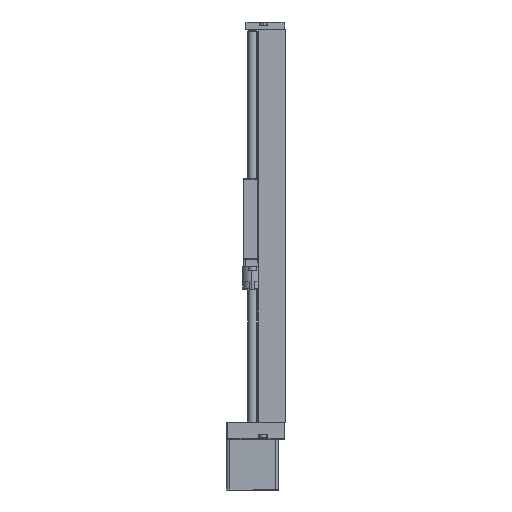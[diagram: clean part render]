
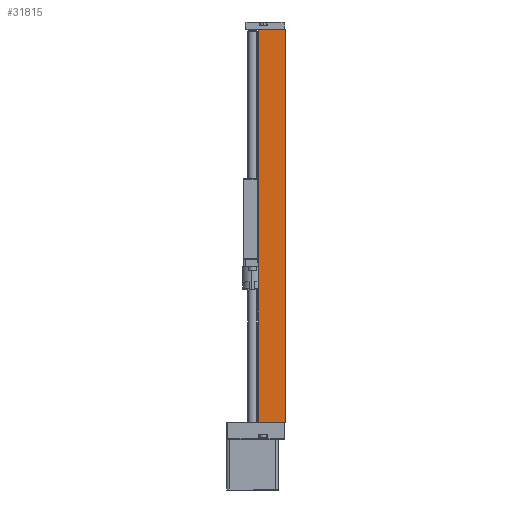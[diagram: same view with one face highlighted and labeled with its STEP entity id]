
A CAD part, left-side view. The second image highlights one B-rep face of the part: STEP entity #31815.
In plain terms, the highlighted planar face has unit normal (-1, 0, 0).
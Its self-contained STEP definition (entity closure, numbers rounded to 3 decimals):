
#21 = EDGE_CURVE ( 'NONE', #27345, #4295, #8474, .T. ) ;
#1129 = VECTOR ( 'NONE', #25630, 1000. ) ;
#1260 = EDGE_CURVE ( 'NONE', #12265, #4295, #41547, .T. ) ;
#4295 = VERTEX_POINT ( 'NONE', #40086 ) ;
#4686 = ORIENTED_EDGE ( 'NONE', *, *, #27507, .F. ) ;
#5345 = DIRECTION ( 'NONE',  ( 0., 0., -1. ) ) ;
#8474 = LINE ( 'NONE', #8792, #52450 ) ;
#8792 = CARTESIAN_POINT ( 'NONE',  ( -21.755, 5., 0. ) ) ;
#12265 = VERTEX_POINT ( 'NONE', #30957 ) ;
#12657 = DIRECTION ( 'NONE',  ( 0., -1., 0. ) ) ;
#12927 = VECTOR ( 'NONE', #5345, 1000. ) ;
#13310 = VERTEX_POINT ( 'NONE', #44508 ) ;
#13588 = EDGE_LOOP ( 'NONE', ( #17460, #64268, #4686, #47060 ) ) ;
#17460 = ORIENTED_EDGE ( 'NONE', *, *, #21, .T. ) ;
#18023 = DIRECTION ( 'NONE',  ( 1., 0., 0. ) ) ;
#19811 = DIRECTION ( 'NONE',  ( 0., -1., 0. ) ) ;
#20701 = VECTOR ( 'NONE', #12657, 1000. ) ;
#23027 = PLANE ( 'NONE',  #34955 ) ;
#25630 = DIRECTION ( 'NONE',  ( 0., 0., -1. ) ) ;
#26954 = LINE ( 'NONE', #61844, #1129 ) ;
#27345 = VERTEX_POINT ( 'NONE', #27393 ) ;
#27393 = CARTESIAN_POINT ( 'NONE',  ( -21.755, 18.5, 0. ) ) ;
#27507 = EDGE_CURVE ( 'NONE', #13310, #12265, #48242, .T. ) ;
#30957 = CARTESIAN_POINT ( 'NONE',  ( -21.755, 0., 268. ) ) ;
#31815 = ADVANCED_FACE ( 'NONE', ( #33783 ), #23027, .F. ) ;
#33783 = FACE_OUTER_BOUND ( 'NONE', #13588, .T. ) ;
#34955 = AXIS2_PLACEMENT_3D ( 'NONE', #43895, #18023, #58973 ) ;
#36510 = CARTESIAN_POINT ( 'NONE',  ( -21.755, 0., 268. ) ) ;
#40086 = CARTESIAN_POINT ( 'NONE',  ( -21.755, 0., 0. ) ) ;
#41547 = LINE ( 'NONE', #36510, #12927 ) ;
#43895 = CARTESIAN_POINT ( 'NONE',  ( -21.755, 5., 268. ) ) ;
#44508 = CARTESIAN_POINT ( 'NONE',  ( -21.755, 18.5, 268. ) ) ;
#47060 = ORIENTED_EDGE ( 'NONE', *, *, #54289, .T. ) ;
#48242 = LINE ( 'NONE', #48867, #20701 ) ;
#48867 = CARTESIAN_POINT ( 'NONE',  ( -21.755, 0., 268. ) ) ;
#52450 = VECTOR ( 'NONE', #19811, 1000. ) ;
#54289 = EDGE_CURVE ( 'NONE', #13310, #27345, #26954, .T. ) ;
#58973 = DIRECTION ( 'NONE',  ( 0., 0., -1. ) ) ;
#61844 = CARTESIAN_POINT ( 'NONE',  ( -21.755, 18.5, 268. ) ) ;
#64268 = ORIENTED_EDGE ( 'NONE', *, *, #1260, .F. ) ;
